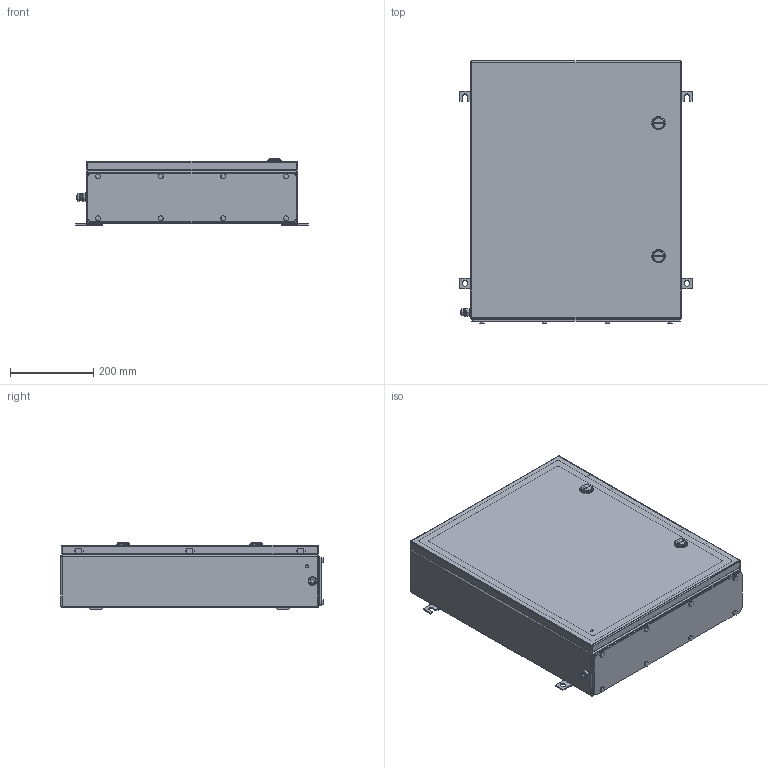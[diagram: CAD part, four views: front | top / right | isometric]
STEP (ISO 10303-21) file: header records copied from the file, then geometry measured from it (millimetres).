
FILE_DESCRIPTION(('CATIA V5 STEP Exchange','CAx-IF Rec.Pracs.--- Model Styling and Organization---1.4--- 2014-01-23'),'2;1');
FILE_NAME ('1530554-3_0_8000109909_8000109909_KTB_QL_625015_S4E1_LD.stp','2023-05-02T11:35:40+00:00',('none'),('Weidmueller'),'CATIA Version 5-6 Release 2016 SP3 HF44','CATIA V5 STEP AP214','none');
FILE_SCHEMA(('AUTOMOTIVE_DESIGN { 1 0 10303 214 1 1 1 1 }'));
Products named in the file (1): 8000109909 KTB QL 625015 S4E1
Bounding box: 559 x 631 x 159.8 mm (x, y, z)
Volume: 1964349.9 mm3; surface area: 2359197.8 mm2
Topology: 73 solids, 75 shells, 1581 faces, 3800 edges, 2412 vertices
Faces by surface type: cylinder 704, plane 689, cone 136, bspline 28, torus 16, sphere 8
Entity records: 50893 total; most frequent: CARTESIAN_POINT 15632, ORIENTED_EDGE 7472, DIRECTION 6228, EDGE_CURVE 3736, AXIS2_PLACEMENT_3D 2591, VERTEX_POINT 2412, VECTOR 2092, LINE 2092
